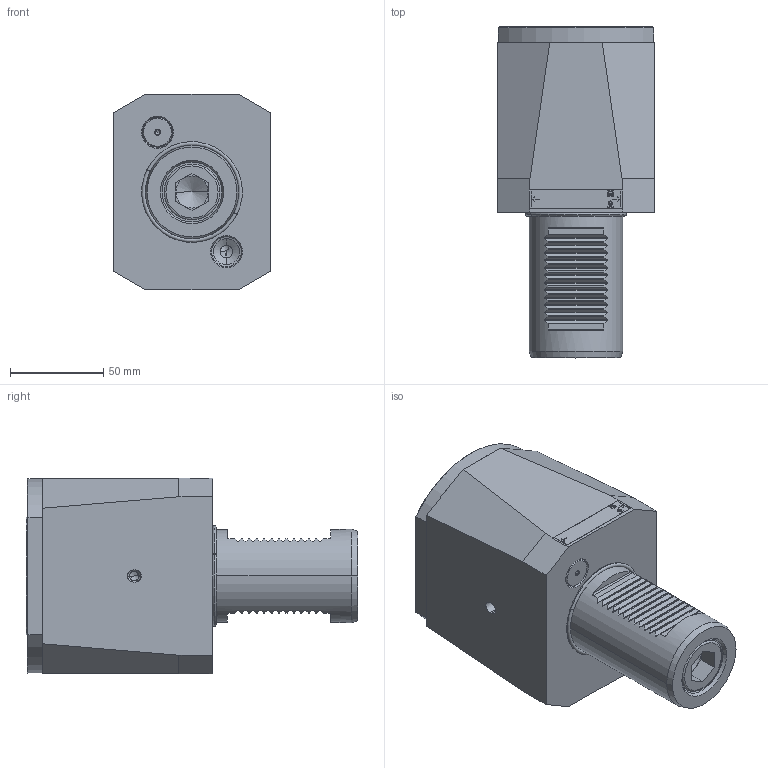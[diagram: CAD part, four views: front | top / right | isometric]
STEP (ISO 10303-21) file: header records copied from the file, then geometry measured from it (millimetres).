
FILE_DESCRIPTION (( 'STEP AP214' ), '1' );
FILE_NAME ('RER.PS6.VD5.100.STEP', '2024-12-11T09:48:35', ( '' ), ( '' ), 'SwSTEP 2.0', 'SolidWorks 2022', '' );
FILE_SCHEMA (( 'AUTOMOTIVE_DESIGN' ));
Length unit declared in the file: millimetre
Products named in the file (22): ISO 4762 - M5 x 30; U63-PS6.ERx.016_A; ISO 8752 4x12; ISO 8735 Ø12x28; VD5-ER1.016.010_A; VD5-ER1.016.010; U63-PS6.066.009; DIN 6325_ø5x12_2x6; VD5-ER1.050.081; VD5-ER1.050.081_B; ISO 4762 - M20 x 80; U63-PS6.ERx.016_A_Links gewinde; DIN 7991 - M8x20; DIN 3771 - 50x2; DIN 3771 - 13x1.5; RER.PS6.VD5.100; DIN 3771 - 58x2.5; U63-PS6.ER1.030_A; ISO 8734 - 6 x 14_PreviewCfg; U63-PS6.ER1.058_A; U63-PS6.037.009_D; RER-PS6.VD5.100-11_A
Assembly tree (27 placements, depth 3):
  RER.PS6.VD5.100
    RER-PS6.VD5.100-11_A
    VD5-ER1.050.081
      VD5-ER1.050.081_B
      ISO 4762 - M20 x 80
      ISO 8734 - 6 x 14_PreviewCfg
      DIN 3771 - 50x2
    U63-PS6.066.009
      U63-PS6.037.009_D
      ISO 8752 4x12
      ISO 8735 Ø12x28  x2
      DIN 7991 - M8x20  x4
      U63-PS6.ER1.030_A
      DIN 3771 - 58x2.5
      U63-PS6.ERx.016_A
      U63-PS6.ER1.058_A
      ISO 4762 - M5 x 30  x2
      DIN 6325_ø5x12_2x6  x2
      U63-PS6.ERx.016_A_Links gewinde
    VD5-ER1.016.010
      VD5-ER1.016.010_A
      DIN 3771 - 13x1.5
Bounding box: 84 x 178 x 105 mm (x, y, z)
Volume: 841953.1 mm3; surface area: 162776.5 mm2
Topology: 24 solids, 24 shells, 918 faces, 2339 edges, 1465 vertices
Faces by surface type: plane 356, cone 262, cylinder 243, torus 43, sphere 12, bspline 2
Entity records: 27818 total; most frequent: CARTESIAN_POINT 7111, ORIENTED_EDGE 4038, DIRECTION 3920, EDGE_CURVE 2019, AXIS2_PLACEMENT_3D 1494, VERTEX_POINT 1303, VECTOR 932, LINE 932
